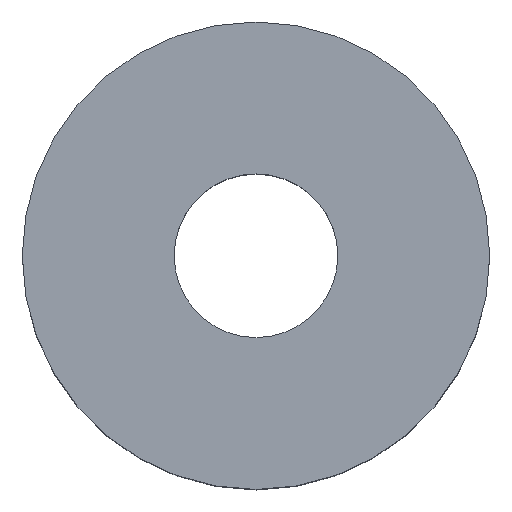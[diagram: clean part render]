
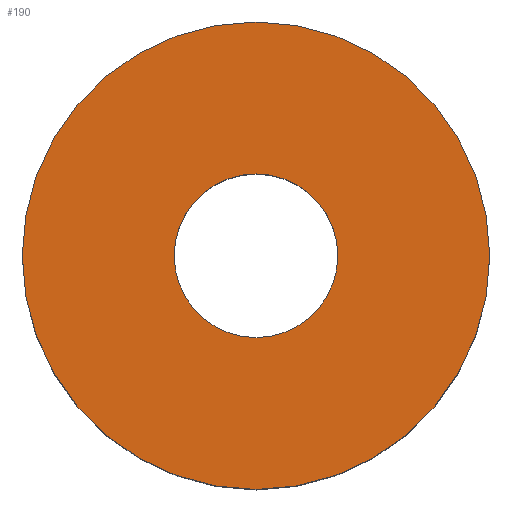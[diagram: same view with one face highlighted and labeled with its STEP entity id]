
A CAD part, top view. The second image highlights one B-rep face of the part: STEP entity #190.
In plain terms, the highlighted planar face has unit normal (0, 0, 1).
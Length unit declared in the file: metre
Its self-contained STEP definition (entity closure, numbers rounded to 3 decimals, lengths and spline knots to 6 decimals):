
#50=PLANE('',#220);
#69=ORIENTED_EDGE('',*,*,#104,.T.);
#70=ORIENTED_EDGE('',*,*,#107,.F.);
#104=EDGE_CURVE('',#127,#127,#144,.F.);
#107=EDGE_CURVE('',#130,#130,#147,.T.);
#127=VERTEX_POINT('',#286);
#130=VERTEX_POINT('',#293);
#144=CIRCLE('',#213,0.0021);
#147=CIRCLE('',#217,0.006);
#155=EDGE_LOOP('',(#69));
#156=EDGE_LOOP('',(#70));
#173=FACE_BOUND('',#155,.T.);
#174=FACE_BOUND('',#156,.T.);
#190=ADVANCED_FACE('',(#173,#174),#50,.F.);
#213=AXIS2_PLACEMENT_3D('',#285,#233,#234);
#217=AXIS2_PLACEMENT_3D('',#292,#241,#242);
#220=AXIS2_PLACEMENT_3D('',#309,#253,#254);
#233=DIRECTION('',(0.,0.,1.));
#234=DIRECTION('',(1.,0.,0.));
#241=DIRECTION('',(0.,0.,-1.));
#242=DIRECTION('',(-1.,0.,0.));
#253=DIRECTION('',(0.,0.,-1.));
#254=DIRECTION('',(1.,0.,0.));
#285=CARTESIAN_POINT('',(-0.025,-0.05,0.));
#286=CARTESIAN_POINT('',(-0.0229,-0.05,0.));
#292=CARTESIAN_POINT('',(-0.025,-0.05,0.));
#293=CARTESIAN_POINT('',(-0.031,-0.05,0.));
#309=CARTESIAN_POINT('',(0.,-0.01,0.));
